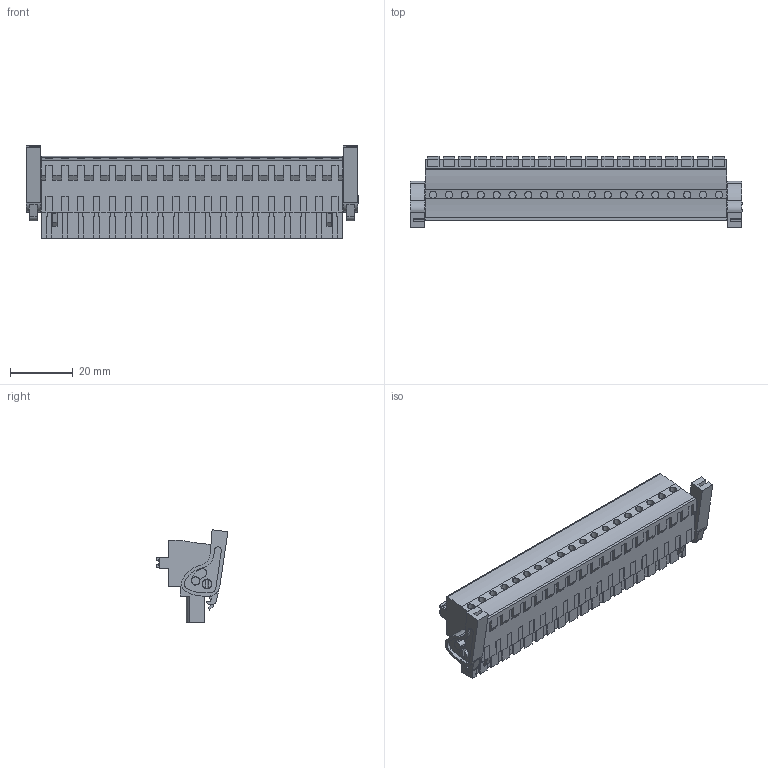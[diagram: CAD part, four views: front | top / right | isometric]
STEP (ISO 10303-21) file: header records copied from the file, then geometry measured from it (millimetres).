
FILE_DESCRIPTION(('CATIA V5 STEP Exchange','CAx-IF Rec.Pracs.--- Model Styling and Organization---1.2---2011-12-15'),'2;1');
FILE_NAME ('D1461208_0_1983250000_1983250000.stp','2017-10-30T15:41:05+00:00',('none'),('Weidmueller'),'CATIA Version 5-6 Release 2014','CATIA V5 STEP AP214','none');
FILE_SCHEMA(('AUTOMOTIVE_DESIGN { 1 0 10303 214 1 1 1 1 }'));
Length unit declared in the file: millimetre
Products named in the file (1): 1983250000
Bounding box: 106.22 x 23.02 x 29.52 mm (x, y, z)
Volume: 29600.4 mm3; surface area: 15297.8 mm2
Topology: 22 solids, 22 shells, 1420 faces, 3948 edges, 2660 vertices
Faces by surface type: plane 1163, cylinder 257
Entity records: 41047 total; most frequent: ORIENTED_EDGE 7896, CARTESIAN_POINT 7683, DIRECTION 5180, EDGE_CURVE 3948, VECTOR 3410, LINE 3410, VERTEX_POINT 2660, EDGE_LOOP 1516
